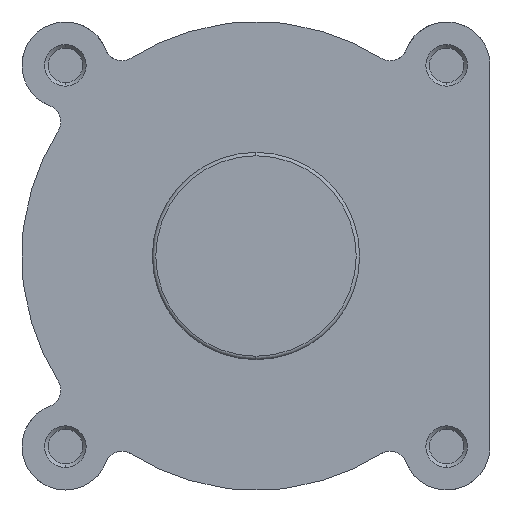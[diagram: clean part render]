
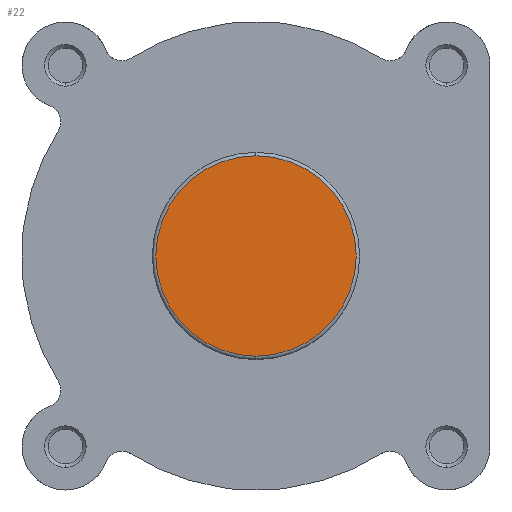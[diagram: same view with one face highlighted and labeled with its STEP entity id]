
A CAD part, left-side view. The second image highlights one B-rep face of the part: STEP entity #22.
In plain terms, the highlighted planar face has unit normal (-1, 0, 0).
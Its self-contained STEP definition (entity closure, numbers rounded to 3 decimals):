
#22 = ADVANCED_FACE ( 'NONE', ( #2049 ), #948, .F. ) ;
#165 = EDGE_CURVE ( 'NONE', #1002, #947, #2277, .T. ) ;
#277 = EDGE_CURVE ( 'NONE', #947, #1002, #2436, .T. ) ;
#715 = CARTESIAN_POINT ( 'NONE',  ( 0., 29.9, 0. ) ) ;
#947 = VERTEX_POINT ( 'NONE', #4009 ) ;
#948 = PLANE ( 'NONE',  #6641 ) ;
#954 = DIRECTION ( 'NONE',  ( 0., 0., -1. ) ) ;
#955 = DIRECTION ( 'NONE',  ( 1., 0., 0. ) ) ;
#1002 = VERTEX_POINT ( 'NONE', #4051 ) ;
#1473 = ORIENTED_EDGE ( 'NONE', *, *, #165, .T. ) ;
#1474 = ORIENTED_EDGE ( 'NONE', *, *, #277, .T. ) ;
#2049 = FACE_OUTER_BOUND ( 'NONE', #2757, .T. ) ;
#2277 = CIRCLE ( 'NONE', #6720, 28.9 ) ;
#2436 = CIRCLE ( 'NONE', #6783, 28.9 ) ;
#2757 = EDGE_LOOP ( 'NONE', ( #1474, #1473 ) ) ;
#3161 = CARTESIAN_POINT ( 'NONE',  ( 0., 0., 0. ) ) ;
#3162 = DIRECTION ( 'NONE',  ( -1., 0., 0. ) ) ;
#3163 = DIRECTION ( 'NONE',  ( 0., 0., -1. ) ) ;
#3440 = CARTESIAN_POINT ( 'NONE',  ( 0., 0., 0. ) ) ;
#3447 = DIRECTION ( 'NONE',  ( -1., 0., 0. ) ) ;
#3448 = DIRECTION ( 'NONE',  ( 0., 0., -1. ) ) ;
#4009 = CARTESIAN_POINT ( 'NONE',  ( 0., 0., -28.9 ) ) ;
#4051 = CARTESIAN_POINT ( 'NONE',  ( 0., 0., 28.9 ) ) ;
#6641 = AXIS2_PLACEMENT_3D ( 'NONE', #715, #955, #954 ) ;
#6720 = AXIS2_PLACEMENT_3D ( 'NONE', #3161, #3162, #3163 ) ;
#6783 = AXIS2_PLACEMENT_3D ( 'NONE', #3440, #3447, #3448 ) ;
